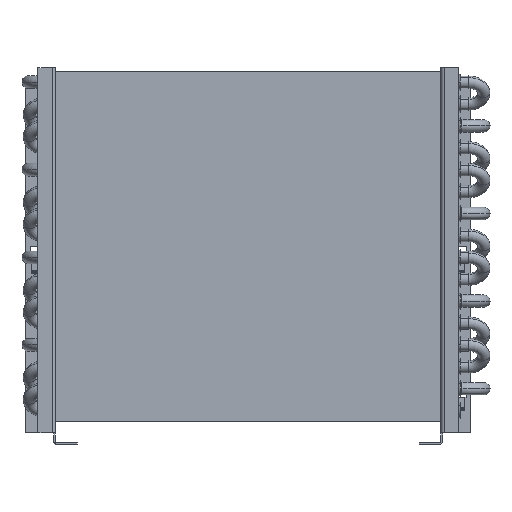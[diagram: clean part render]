
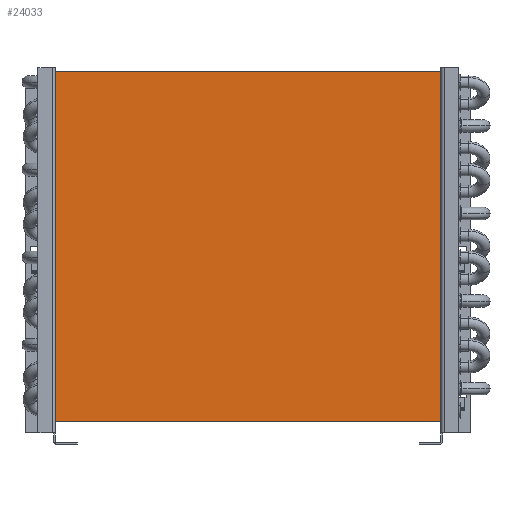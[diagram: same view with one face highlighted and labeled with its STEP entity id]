
A CAD part, left-side view. The second image highlights one B-rep face of the part: STEP entity #24033.
In plain terms, the highlighted face is planar.
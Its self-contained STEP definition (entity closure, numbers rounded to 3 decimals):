
#22512=DIRECTION('',(0.,0.,-1.));
#22513=VECTOR('',#22512,200.);
#22514=CARTESIAN_POINT('',(18.75,110.,100.));
#22515=LINE('',#22514,#22513);
#22720=DIRECTION('',(0.,0.,-1.));
#22721=VECTOR('',#22720,200.);
#22722=CARTESIAN_POINT('',(18.75,-110.,100.));
#22723=LINE('',#22722,#22721);
#22724=DIRECTION('',(0.,-1.,0.));
#22725=VECTOR('',#22724,220.);
#22726=CARTESIAN_POINT('',(18.75,110.,100.));
#22727=LINE('',#22726,#22725);
#22732=DIRECTION('',(0.,-1.,0.));
#22733=VECTOR('',#22732,220.);
#22734=CARTESIAN_POINT('',(18.75,110.,-100.));
#22735=LINE('',#22734,#22733);
#22760=CARTESIAN_POINT('',(18.75,110.,-100.));
#22761=VERTEX_POINT('',#22760);
#22762=CARTESIAN_POINT('',(18.75,-110.,-100.));
#22763=VERTEX_POINT('',#22762);
#22764=CARTESIAN_POINT('',(18.75,110.,100.));
#22765=VERTEX_POINT('',#22764);
#22766=CARTESIAN_POINT('',(18.75,-110.,100.));
#22767=VERTEX_POINT('',#22766);
#24021=CARTESIAN_POINT('',(18.75,-110.,-100.));
#24022=DIRECTION('',(-1.,0.,0.));
#24023=DIRECTION('',(0.,0.,1.));
#24024=AXIS2_PLACEMENT_3D('',#24021,#24022,#24023);
#24025=PLANE('',#24024);
#24026=ORIENTED_EDGE('',*,*,#23242,.T.);
#24028=ORIENTED_EDGE('',*,*,#24027,.T.);
#24029=ORIENTED_EDGE('',*,*,#23028,.F.);
#24030=ORIENTED_EDGE('',*,*,#24014,.F.);
#24031=EDGE_LOOP('',(#24026,#24028,#24029,#24030));
#24032=FACE_OUTER_BOUND('',#24031,.F.);
#24033=ADVANCED_FACE('',(#24032),#24025,.F.);
#23028=EDGE_CURVE('',#22767,#22763,#22723,.T.);
#23242=EDGE_CURVE('',#22765,#22761,#22515,.T.);
#24014=EDGE_CURVE('',#22765,#22767,#22727,.T.);
#24027=EDGE_CURVE('',#22761,#22763,#22735,.T.);
